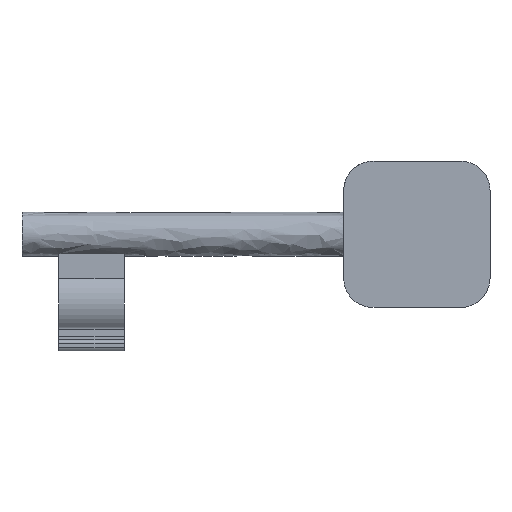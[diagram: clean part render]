
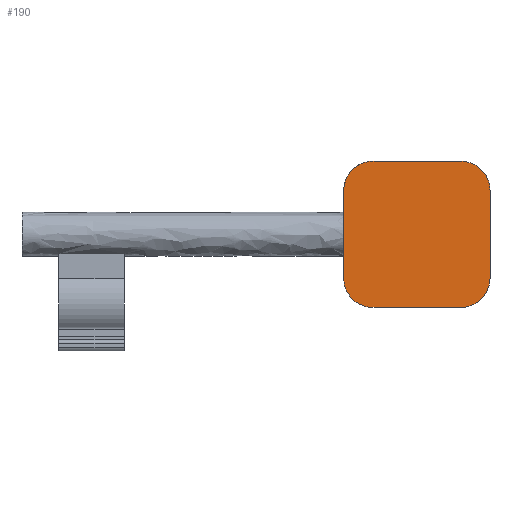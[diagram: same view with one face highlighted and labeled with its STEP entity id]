
A CAD part, top view. The second image highlights one B-rep face of the part: STEP entity #190.
In plain terms, the highlighted free-form (B-spline) face has degree [1, 1] with [2, 2] control points.
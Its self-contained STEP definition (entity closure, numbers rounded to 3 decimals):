
#41 = EDGE_CURVE('',#42,#44,#46,.T.);
#42 = VERTEX_POINT('',#43);
#43 = CARTESIAN_POINT('',(42.084,-19.877,
    -8.615));
#44 = VERTEX_POINT('',#45);
#45 = CARTESIAN_POINT('',(38.169,-15.962,
    -8.615));
#46 = ( BOUNDED_CURVE() B_SPLINE_CURVE(2,(#47,#48,#49),.UNSPECIFIED.,.F.
,.F.) B_SPLINE_CURVE_WITH_KNOTS((3,3),(5.498,7.069),
.PIECEWISE_BEZIER_KNOTS.) CURVE() GEOMETRIC_REPRESENTATION_ITEM() 
RATIONAL_B_SPLINE_CURVE((1.,0.707,1.)) REPRESENTATION_ITEM('') 
  );
#47 = CARTESIAN_POINT('',(42.084,-19.877,
    -8.615));
#48 = CARTESIAN_POINT('',(38.169,-19.877,
    -8.615));
#49 = CARTESIAN_POINT('',(38.169,-15.962,
    -8.615));
#90 = VERTEX_POINT('',#91);
#91 = CARTESIAN_POINT('',(53.829,-19.877,
    -8.615));
#96 = EDGE_CURVE('',#90,#42,#97,.T.);
#97 = B_SPLINE_CURVE_WITH_KNOTS('',1,(#98,#99),.UNSPECIFIED.,.F.,.F.,(2,
    2),(-16.,-4.),.PIECEWISE_BEZIER_KNOTS.);
#98 = CARTESIAN_POINT('',(53.829,-19.877,
    -8.615));
#99 = CARTESIAN_POINT('',(42.084,-19.877,
    -8.615));
#169 = EDGE_CURVE('',#170,#90,#172,.T.);
#170 = VERTEX_POINT('',#171);
#171 = CARTESIAN_POINT('',(57.743,-15.962,
    -8.615));
#172 = ( BOUNDED_CURVE() B_SPLINE_CURVE(2,(#173,#174,#175),
.UNSPECIFIED.,.F.,.F.) B_SPLINE_CURVE_WITH_KNOTS((3,3),(5.498,
7.069),.PIECEWISE_BEZIER_KNOTS.) CURVE() 
GEOMETRIC_REPRESENTATION_ITEM() RATIONAL_B_SPLINE_CURVE((1.,
0.707,1.)) REPRESENTATION_ITEM('') );
#173 = CARTESIAN_POINT('',(57.743,-15.962,
    -8.615));
#174 = CARTESIAN_POINT('',(57.743,-19.877,
    -8.615));
#175 = CARTESIAN_POINT('',(53.829,-19.877,
    -8.615));
#190 = ADVANCED_FACE('',(#191),#238,.F.);
#191 = FACE_BOUND('',#192,.T.);
#192 = EDGE_LOOP('',(#193,#194,#195,#196,#203,#211,#218,#226,#233));
#193 = ORIENTED_EDGE('',*,*,#41,.F.);
#194 = ORIENTED_EDGE('',*,*,#96,.F.);
#195 = ORIENTED_EDGE('',*,*,#169,.F.);
#196 = ORIENTED_EDGE('',*,*,#197,.F.);
#197 = EDGE_CURVE('',#198,#170,#200,.T.);
#198 = VERTEX_POINT('',#199);
#199 = CARTESIAN_POINT('',(57.743,-4.217,
    -8.615));
#200 = B_SPLINE_CURVE_WITH_KNOTS('',1,(#201,#202),.UNSPECIFIED.,.F.,.F.,
  (2,2),(-6.,6.),.PIECEWISE_BEZIER_KNOTS.);
#201 = CARTESIAN_POINT('',(57.743,-4.217,
    -8.615));
#202 = CARTESIAN_POINT('',(57.743,-15.962,
    -8.615));
#203 = ORIENTED_EDGE('',*,*,#204,.F.);
#204 = EDGE_CURVE('',#205,#198,#207,.T.);
#205 = VERTEX_POINT('',#206);
#206 = CARTESIAN_POINT('',(53.829,-0.303,
    -8.615));
#207 = ( BOUNDED_CURVE() B_SPLINE_CURVE(2,(#208,#209,#210),
.UNSPECIFIED.,.F.,.F.) B_SPLINE_CURVE_WITH_KNOTS((3,3),(5.498,
7.069),.PIECEWISE_BEZIER_KNOTS.) CURVE() 
GEOMETRIC_REPRESENTATION_ITEM() RATIONAL_B_SPLINE_CURVE((1.,
0.707,1.)) REPRESENTATION_ITEM('') );
#208 = CARTESIAN_POINT('',(53.829,-0.303,
    -8.615));
#209 = CARTESIAN_POINT('',(57.743,-0.303,
    -8.615));
#210 = CARTESIAN_POINT('',(57.743,-4.217,
    -8.615));
#211 = ORIENTED_EDGE('',*,*,#212,.F.);
#212 = EDGE_CURVE('',#213,#205,#215,.T.);
#213 = VERTEX_POINT('',#214);
#214 = CARTESIAN_POINT('',(42.084,-0.303,
    -8.615));
#215 = B_SPLINE_CURVE_WITH_KNOTS('',1,(#216,#217),.UNSPECIFIED.,.F.,.F.,
  (2,2),(-6.,6.),.PIECEWISE_BEZIER_KNOTS.);
#216 = CARTESIAN_POINT('',(42.084,-0.303,
    -8.615));
#217 = CARTESIAN_POINT('',(53.829,-0.303,
    -8.615));
#218 = ORIENTED_EDGE('',*,*,#219,.F.);
#219 = EDGE_CURVE('',#220,#213,#222,.T.);
#220 = VERTEX_POINT('',#221);
#221 = CARTESIAN_POINT('',(38.169,-4.217,
    -8.615));
#222 = ( BOUNDED_CURVE() B_SPLINE_CURVE(2,(#223,#224,#225),
.UNSPECIFIED.,.F.,.F.) B_SPLINE_CURVE_WITH_KNOTS((3,3),(5.498,
7.069),.PIECEWISE_BEZIER_KNOTS.) CURVE() 
GEOMETRIC_REPRESENTATION_ITEM() RATIONAL_B_SPLINE_CURVE((1.,
0.707,1.)) REPRESENTATION_ITEM('') );
#223 = CARTESIAN_POINT('',(38.169,-4.217,
    -8.615));
#224 = CARTESIAN_POINT('',(38.169,-0.303,
    -8.615));
#225 = CARTESIAN_POINT('',(42.084,-0.303,
    -8.615));
#226 = ORIENTED_EDGE('',*,*,#227,.F.);
#227 = EDGE_CURVE('',#228,#220,#230,.T.);
#228 = VERTEX_POINT('',#229);
#229 = CARTESIAN_POINT('',(38.169,-10.09,
    -8.615));
#230 = B_SPLINE_CURVE_WITH_KNOTS('',1,(#231,#232),.UNSPECIFIED.,.F.,.F.,
  (2,2),(-10.,-4.),.PIECEWISE_BEZIER_KNOTS.);
#231 = CARTESIAN_POINT('',(38.169,-10.09,
    -8.615));
#232 = CARTESIAN_POINT('',(38.169,-4.217,
    -8.615));
#233 = ORIENTED_EDGE('',*,*,#234,.F.);
#234 = EDGE_CURVE('',#44,#228,#235,.T.);
#235 = B_SPLINE_CURVE_WITH_KNOTS('',1,(#236,#237),.UNSPECIFIED.,.F.,.F.,
  (2,2),(-16.,-10.),.PIECEWISE_BEZIER_KNOTS.);
#236 = CARTESIAN_POINT('',(38.169,-15.962,
    -8.615));
#237 = CARTESIAN_POINT('',(38.169,-10.09,
    -8.615));
#238 = B_SPLINE_SURFACE_WITH_KNOTS('',1,1,(
    (#239,#240)
    ,(#241,#242
    )),.UNSPECIFIED.,.F.,.F.,.F.,(2,2),(2,2),(0.,20.),(
    0.,20.),.PIECEWISE_BEZIER_KNOTS.);
#239 = CARTESIAN_POINT('',(38.169,-0.303,
    -8.615));
#240 = CARTESIAN_POINT('',(38.169,-19.877,
    -8.615));
#241 = CARTESIAN_POINT('',(57.743,-0.303,
    -8.615));
#242 = CARTESIAN_POINT('',(57.743,-19.877,
    -8.615));
